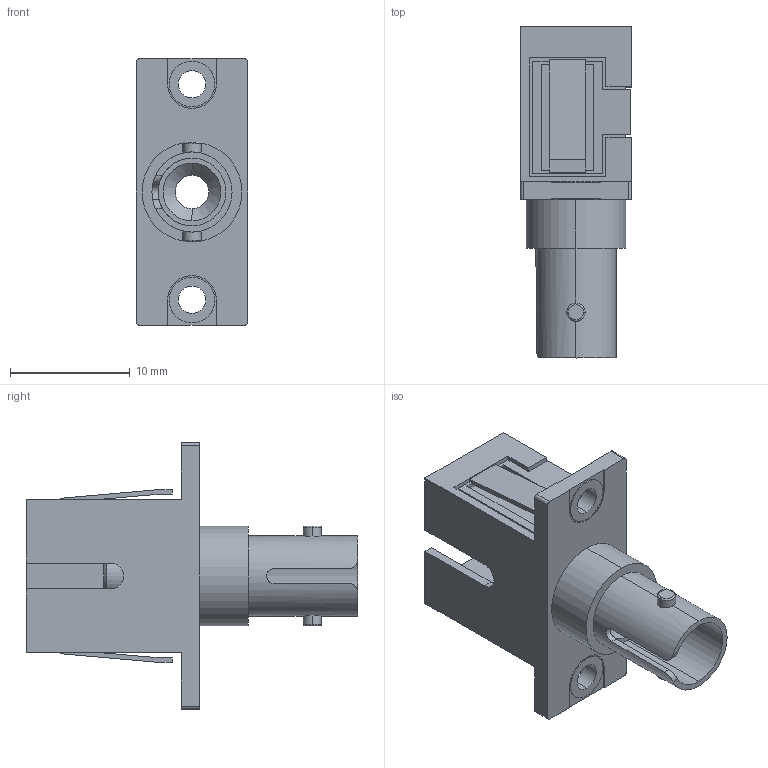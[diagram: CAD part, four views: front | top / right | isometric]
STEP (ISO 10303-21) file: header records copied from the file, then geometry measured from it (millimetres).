
FILE_DESCRIPTION (( 'STEP AP203' ), '1' );
FILE_NAME ('FOA-211A.STEP', '2006-06-30T18:47:36', ( ' ' ), ( ' ' ), 'SwSTEP 2.0', 'SolidWorks 2005354', '' );
FILE_SCHEMA (( 'CONFIG_CONTROL_DESIGN' ));
Length unit declared in the file: inch
Products named in the file (2): FOA-211A
Assembly tree (1 placements, depth 2):
  FOA-211A
    FOA-211A
Bounding box: 9.27 x 27.69 x 22.23 mm (x, y, z)
Volume: 1255.1 mm3; surface area: 2556.2 mm2
Topology: 1 solids, 1 shells, 163 faces, 448 edges, 296 vertices
Faces by surface type: plane 115, cylinder 40, cone 4, torus 4
Entity records: 5444 total; most frequent: CARTESIAN_POINT 1029, ORIENTED_EDGE 896, DIRECTION 852, EDGE_CURVE 448, VECTOR 350, LINE 350, VERTEX_POINT 296, AXIS2_PLACEMENT_3D 251
